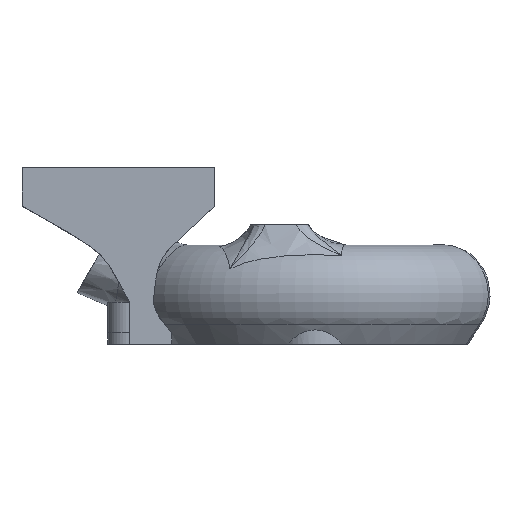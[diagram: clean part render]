
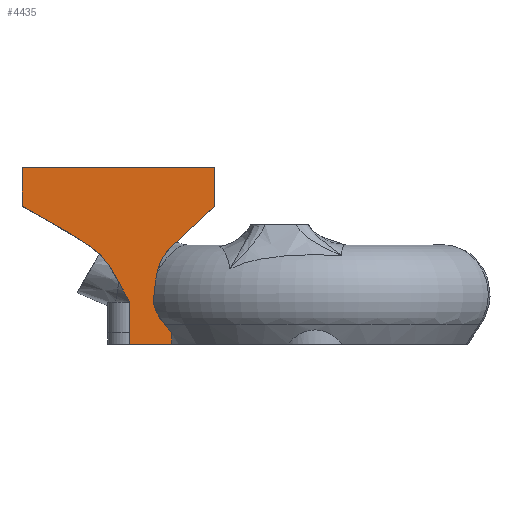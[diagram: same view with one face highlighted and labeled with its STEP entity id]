
A CAD part, left-side view. The second image highlights one B-rep face of the part: STEP entity #4435.
In plain terms, the highlighted planar face has unit normal (-1, 0, 0).
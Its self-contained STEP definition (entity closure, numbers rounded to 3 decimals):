
#118=(
BOUNDED_CURVE()
B_SPLINE_CURVE(2,(#16849,#16850,#16851),.UNSPECIFIED.,.F.,.F.)
B_SPLINE_CURVE_WITH_KNOTS((3,3),(0.,2.679),
 .UNSPECIFIED.)
CURVE()
GEOMETRIC_REPRESENTATION_ITEM()
RATIONAL_B_SPLINE_CURVE((1.,3.,1.))
REPRESENTATION_ITEM('')
);
#124=(
BOUNDED_CURVE()
B_SPLINE_CURVE(2,(#16970,#16971,#16972),.UNSPECIFIED.,.F.,.F.)
B_SPLINE_CURVE_WITH_KNOTS((3,3),(0.,2.142),.UNSPECIFIED.)
CURVE()
GEOMETRIC_REPRESENTATION_ITEM()
RATIONAL_B_SPLINE_CURVE((1.,3.,1.))
REPRESENTATION_ITEM('')
);
#427=LINE('',#16684,#636);
#433=LINE('',#16697,#642);
#464=LINE('',#16980,#673);
#465=LINE('',#17000,#674);
#466=LINE('',#17002,#675);
#467=LINE('',#17004,#676);
#468=LINE('',#17005,#677);
#636=VECTOR('',#5374,10.);
#642=VECTOR('',#5384,10.);
#673=VECTOR('',#5431,10.);
#674=VECTOR('',#5432,10.);
#675=VECTOR('',#5433,10.);
#676=VECTOR('',#5434,10.);
#677=VECTOR('',#5435,10.);
#785=PLANE('',#4742);
#1001=FACE_OUTER_BOUND('',#1252,.T.);
#1252=EDGE_LOOP('',(#3975,#3976,#3977,#3978,#3979,#3980,#3981,#3982,#3983,
#3984,#3985));
#1604=B_SPLINE_CURVE_WITH_KNOTS('',3,(#16982,#16983,#16984,#16985),
 .UNSPECIFIED.,.F.,.F.,(4,4),(0.,0.191),.UNSPECIFIED.);
#1605=B_SPLINE_CURVE_WITH_KNOTS('',3,(#16987,#16988,#16989,#16990,#16991,
#16992,#16993,#16994,#16995,#16996,#16997,#16998,#16999),.UNSPECIFIED.,
 .F.,.F.,(4,3,3,3,4),(0.,0.091,0.272,0.436,
0.464),.UNSPECIFIED.);
#1984=VERTEX_POINT('',#16677);
#1987=VERTEX_POINT('',#16682);
#1992=VERTEX_POINT('',#16696);
#2015=VERTEX_POINT('',#16846);
#2016=VERTEX_POINT('',#16848);
#2023=VERTEX_POINT('',#16967);
#2024=VERTEX_POINT('',#16969);
#2026=VERTEX_POINT('',#16981);
#2027=VERTEX_POINT('',#16986);
#2028=VERTEX_POINT('',#17001);
#2029=VERTEX_POINT('',#17003);
#2632=EDGE_CURVE('',#1987,#1984,#427,.T.);
#2638=EDGE_CURVE('',#1992,#1984,#433,.T.);
#2670=EDGE_CURVE('',#2015,#2016,#118,.T.);
#2686=EDGE_CURVE('',#2023,#2024,#124,.T.);
#2689=EDGE_CURVE('',#2015,#1992,#464,.T.);
#2690=EDGE_CURVE('',#1987,#2026,#1604,.T.);
#2691=EDGE_CURVE('',#2026,#2027,#1605,.T.);
#2692=EDGE_CURVE('',#2027,#2024,#465,.T.);
#2693=EDGE_CURVE('',#2028,#2023,#466,.T.);
#2694=EDGE_CURVE('',#2029,#2028,#467,.T.);
#2695=EDGE_CURVE('',#2016,#2029,#468,.T.);
#3975=ORIENTED_EDGE('',*,*,#2689,.T.);
#3976=ORIENTED_EDGE('',*,*,#2638,.T.);
#3977=ORIENTED_EDGE('',*,*,#2632,.F.);
#3978=ORIENTED_EDGE('',*,*,#2690,.T.);
#3979=ORIENTED_EDGE('',*,*,#2691,.T.);
#3980=ORIENTED_EDGE('',*,*,#2692,.T.);
#3981=ORIENTED_EDGE('',*,*,#2686,.F.);
#3982=ORIENTED_EDGE('',*,*,#2693,.F.);
#3983=ORIENTED_EDGE('',*,*,#2694,.F.);
#3984=ORIENTED_EDGE('',*,*,#2695,.F.);
#3985=ORIENTED_EDGE('',*,*,#2670,.F.);
#4435=ADVANCED_FACE('',(#1001),#785,.F.);
#4742=AXIS2_PLACEMENT_3D('',#16979,#5429,#5430);
#5374=DIRECTION('',(0.,0.,-1.));
#5384=DIRECTION('',(0.,-1.,0.));
#5429=DIRECTION('center_axis',(1.,0.,0.));
#5430=DIRECTION('ref_axis',(0.,1.,0.));
#5431=DIRECTION('',(0.,0.,-1.));
#5432=DIRECTION('',(0.,1.,0.));
#5433=DIRECTION('',(0.,0.,-1.));
#5434=DIRECTION('',(0.,-1.,0.));
#5435=DIRECTION('',(0.,0.,1.));
#16677=CARTESIAN_POINT('',(-23.5,28.812,-111.528));
#16682=CARTESIAN_POINT('',(-23.5,28.814,-109.363));
#16684=CARTESIAN_POINT('',(-23.5,28.814,-109.363));
#16696=CARTESIAN_POINT('',(-23.5,36.386,-111.531));
#16697=CARTESIAN_POINT('',(-23.5,30.706,-111.529));
#16846=CARTESIAN_POINT('',(-23.5,36.39,-103.866));
#16848=CARTESIAN_POINT('',(-23.5,55.95,-86.5));
#16849=CARTESIAN_POINT('Ctrl Pts',(-23.5,36.389,-103.866));
#16850=CARTESIAN_POINT('Ctrl Pts',(-23.5,40.979,-94.725));
#16851=CARTESIAN_POINT('Ctrl Pts',(-23.5,55.95,-86.5));
#16967=CARTESIAN_POINT('',(-23.5,21.1,-86.5));
#16969=CARTESIAN_POINT('',(-23.5,32.152,-103.864));
#16970=CARTESIAN_POINT('Ctrl Pts',(-23.5,21.1,-86.5));
#16971=CARTESIAN_POINT('Ctrl Pts',(-23.5,31.53,-95.695));
#16972=CARTESIAN_POINT('Ctrl Pts',(-23.5,32.152,-103.864));
#16979=CARTESIAN_POINT('Origin',(-23.5,38.525,-91.683));
#16980=CARTESIAN_POINT('',(-23.5,36.387,-109.366));
#16981=CARTESIAN_POINT('',(-23.5,30.07,-107.927));
#16982=CARTESIAN_POINT('Ctrl Pts',(-23.5,28.814,-109.363));
#16983=CARTESIAN_POINT('Ctrl Pts',(-23.5,29.226,-108.895));
#16984=CARTESIAN_POINT('Ctrl Pts',(-23.5,29.645,-108.417));
#16985=CARTESIAN_POINT('Ctrl Pts',(-23.5,30.07,-107.927));
#16986=CARTESIAN_POINT('',(-23.5,32.151,-103.864));
#16987=CARTESIAN_POINT('Ctrl Pts',(-23.5,30.07,-107.927));
#16988=CARTESIAN_POINT('Ctrl Pts',(-23.5,30.277,-107.705));
#16989=CARTESIAN_POINT('Ctrl Pts',(-23.5,30.476,-107.468));
#16990=CARTESIAN_POINT('Ctrl Pts',(-23.5,30.662,-107.22));
#16991=CARTESIAN_POINT('Ctrl Pts',(-23.5,31.031,-106.729));
#16992=CARTESIAN_POINT('Ctrl Pts',(-23.5,31.344,-106.197));
#16993=CARTESIAN_POINT('Ctrl Pts',(-23.5,31.578,-105.684));
#16994=CARTESIAN_POINT('Ctrl Pts',(-23.5,31.791,-105.218));
#16995=CARTESIAN_POINT('Ctrl Pts',(-23.5,31.974,-104.688));
#16996=CARTESIAN_POINT('Ctrl Pts',(-23.5,32.095,-104.143));
#16997=CARTESIAN_POINT('Ctrl Pts',(-23.5,32.115,-104.051));
#16998=CARTESIAN_POINT('Ctrl Pts',(-23.5,32.134,-103.957));
#16999=CARTESIAN_POINT('Ctrl Pts',(-23.5,32.151,-103.864));
#17000=CARTESIAN_POINT('',(-23.5,32.378,-103.864));
#17001=CARTESIAN_POINT('',(-23.5,21.1,-79.5));
#17002=CARTESIAN_POINT('',(-23.5,21.1,-79.5));
#17003=CARTESIAN_POINT('',(-23.5,55.95,-79.5));
#17004=CARTESIAN_POINT('',(-23.5,55.95,-79.5));
#17005=CARTESIAN_POINT('',(-23.5,55.95,-86.5));
